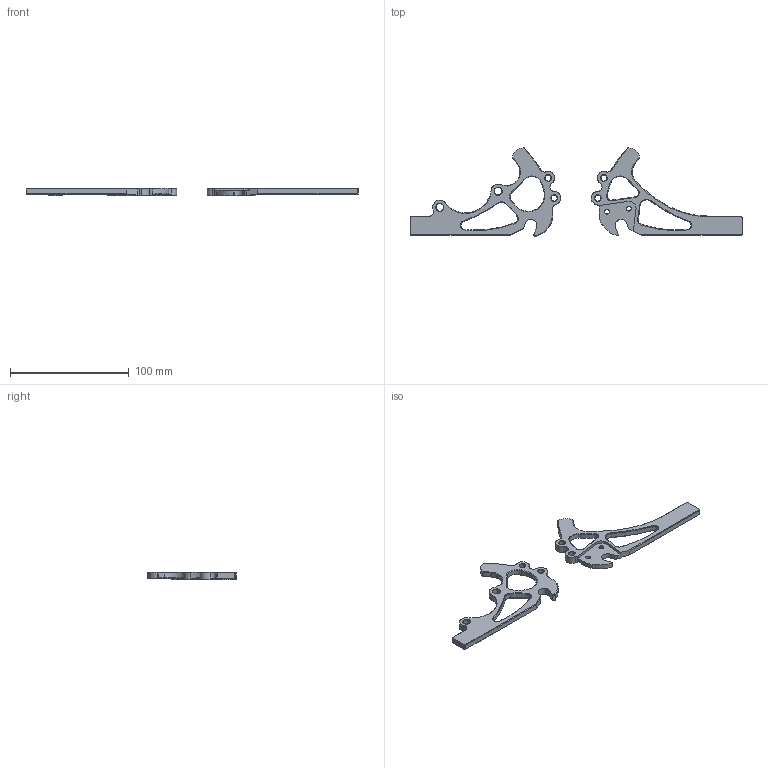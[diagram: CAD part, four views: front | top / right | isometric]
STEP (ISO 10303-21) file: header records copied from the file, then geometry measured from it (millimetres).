
FILE_DESCRIPTION (( 'STEP AP214' ), '1' );
FILE_NAME ('DR2030.STEP', '2015-09-25T21:44:07', ( 'JeffCAD' ), ( 'Microsoft' ), 'SwSTEP 2.0', 'SolidWorks 2015', '' );
FILE_SCHEMA (( 'AUTOMOTIVE_DESIGN' ));
Length unit declared in the file: inch
Products named in the file (3): DR2030L; DR2030R; DR2030
Assembly tree (2 placements, depth 2):
  DR2030
    DR2030R
    DR2030L
Bounding box: 279.4 x 74.37 x 6.35 mm (x, y, z)
Volume: 27702.8 mm3; surface area: 17564.9 mm2
Topology: 2 solids, 2 shells, 288 faces, 767 edges, 482 vertices
Faces by surface type: cylinder 116, cone 99, plane 46, bspline 27
Entity records: 10052 total; most frequent: CARTESIAN_POINT 2785, ORIENTED_EDGE 1534, DIRECTION 1506, EDGE_CURVE 767, AXIS2_PLACEMENT_3D 591, VERTEX_POINT 482, CIRCLE 325, LINE 324
